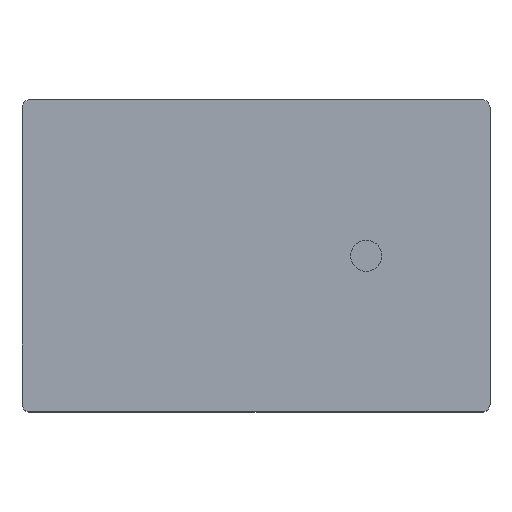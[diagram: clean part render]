
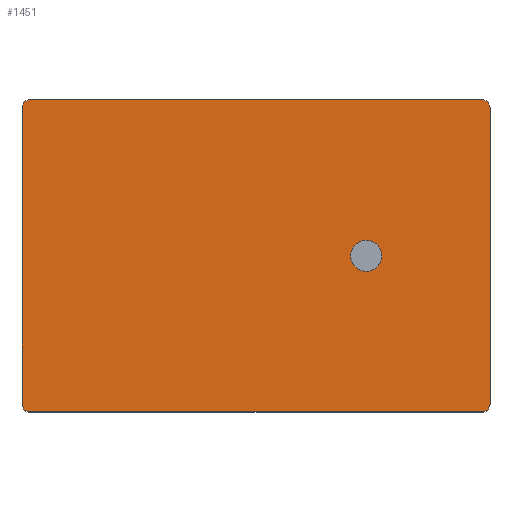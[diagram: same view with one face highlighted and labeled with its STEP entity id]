
A CAD part, top view. The second image highlights one B-rep face of the part: STEP entity #1451.
In plain terms, the highlighted planar face has unit normal (0, 0, 1).
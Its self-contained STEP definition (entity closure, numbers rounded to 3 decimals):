
#42=FACE_BOUND('',#264,.T.);
#98=PLANE('',#1599);
#175=FACE_OUTER_BOUND('',#263,.T.);
#263=EDGE_LOOP('',(#1326,#1327,#1328,#1329,#1330,#1331,#1332,#1333));
#264=EDGE_LOOP('',(#1334));
#412=LINE('',#2388,#570);
#416=LINE('',#2400,#574);
#420=LINE('',#2412,#578);
#424=LINE('',#2422,#582);
#570=VECTOR('',#1967,10.);
#574=VECTOR('',#1979,10.);
#578=VECTOR('',#1991,10.);
#582=VECTOR('',#2003,10.);
#607=CIRCLE('',#1538,4.);
#618=CIRCLE('',#1585,2.);
#620=CIRCLE('',#1589,2.);
#622=CIRCLE('',#1593,2.);
#624=CIRCLE('',#1597,2.);
#677=VERTEX_POINT('',#2182);
#741=VERTEX_POINT('',#2379);
#742=VERTEX_POINT('',#2381);
#744=VERTEX_POINT('',#2387);
#746=VERTEX_POINT('',#2393);
#748=VERTEX_POINT('',#2399);
#750=VERTEX_POINT('',#2405);
#752=VERTEX_POINT('',#2411);
#754=VERTEX_POINT('',#2417);
#835=EDGE_CURVE('',#677,#677,#607,.T.);
#933=EDGE_CURVE('',#742,#741,#618,.T.);
#936=EDGE_CURVE('',#744,#742,#412,.T.);
#939=EDGE_CURVE('',#746,#744,#620,.T.);
#942=EDGE_CURVE('',#748,#746,#416,.T.);
#945=EDGE_CURVE('',#750,#748,#622,.T.);
#948=EDGE_CURVE('',#752,#750,#420,.T.);
#951=EDGE_CURVE('',#754,#752,#624,.T.);
#954=EDGE_CURVE('',#741,#754,#424,.T.);
#1326=ORIENTED_EDGE('',*,*,#954,.T.);
#1327=ORIENTED_EDGE('',*,*,#951,.T.);
#1328=ORIENTED_EDGE('',*,*,#948,.T.);
#1329=ORIENTED_EDGE('',*,*,#945,.T.);
#1330=ORIENTED_EDGE('',*,*,#942,.T.);
#1331=ORIENTED_EDGE('',*,*,#939,.T.);
#1332=ORIENTED_EDGE('',*,*,#936,.T.);
#1333=ORIENTED_EDGE('',*,*,#933,.T.);
#1334=ORIENTED_EDGE('',*,*,#835,.T.);
#1451=ADVANCED_FACE('',(#175,#42),#98,.T.);
#1538=AXIS2_PLACEMENT_3D('',#2183,#1780,#1781);
#1585=AXIS2_PLACEMENT_3D('',#2382,#1961,#1962);
#1589=AXIS2_PLACEMENT_3D('',#2394,#1973,#1974);
#1593=AXIS2_PLACEMENT_3D('',#2406,#1985,#1986);
#1597=AXIS2_PLACEMENT_3D('',#2418,#1997,#1998);
#1599=AXIS2_PLACEMENT_3D('',#2423,#2004,#2005);
#1780=DIRECTION('center_axis',(0.,0.,-1.));
#1781=DIRECTION('ref_axis',(-1.,0.,0.));
#1961=DIRECTION('center_axis',(0.,0.,1.));
#1962=DIRECTION('ref_axis',(1.,0.,0.));
#1967=DIRECTION('',(0.,1.,0.));
#1973=DIRECTION('center_axis',(0.,0.,1.));
#1974=DIRECTION('ref_axis',(0.,-1.,0.));
#1979=DIRECTION('',(1.,0.,0.));
#1985=DIRECTION('center_axis',(0.,0.,1.));
#1986=DIRECTION('ref_axis',(-1.,0.,0.));
#1991=DIRECTION('',(0.,-1.,0.));
#1997=DIRECTION('center_axis',(0.,0.,1.));
#1998=DIRECTION('ref_axis',(0.,1.,0.));
#2003=DIRECTION('',(-1.,0.,0.));
#2004=DIRECTION('center_axis',(0.,0.,1.));
#2005=DIRECTION('ref_axis',(-1.,0.,0.));
#2182=CARTESIAN_POINT('',(92.254,40.,35.));
#2183=CARTESIAN_POINT('Origin',(88.254,40.,35.));
#2379=CARTESIAN_POINT('',(118.,80.,35.));
#2381=CARTESIAN_POINT('',(120.,78.,35.));
#2382=CARTESIAN_POINT('Origin',(118.,78.,35.));
#2387=CARTESIAN_POINT('',(120.,2.,35.));
#2388=CARTESIAN_POINT('',(120.,2.,35.));
#2393=CARTESIAN_POINT('',(118.,0.,35.));
#2394=CARTESIAN_POINT('Origin',(118.,2.,35.));
#2399=CARTESIAN_POINT('',(2.,0.,35.));
#2400=CARTESIAN_POINT('',(2.,0.,35.));
#2405=CARTESIAN_POINT('',(0.,2.,35.));
#2406=CARTESIAN_POINT('Origin',(2.,2.,35.));
#2411=CARTESIAN_POINT('',(0.,78.,35.));
#2412=CARTESIAN_POINT('',(0.,78.,35.));
#2417=CARTESIAN_POINT('',(2.,80.,35.));
#2418=CARTESIAN_POINT('Origin',(2.,78.,35.));
#2422=CARTESIAN_POINT('',(118.,80.,35.));
#2423=CARTESIAN_POINT('Origin',(60.,40.,35.));
